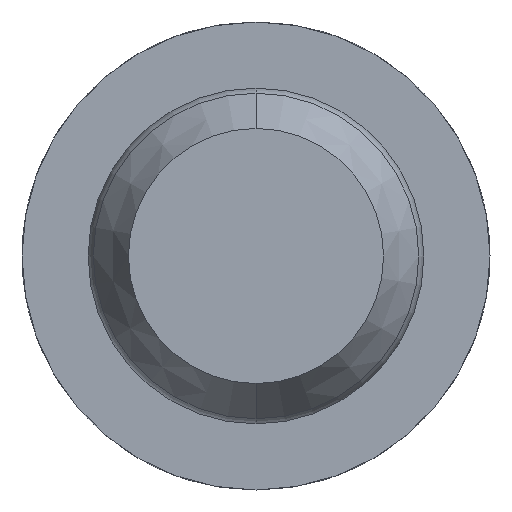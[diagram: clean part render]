
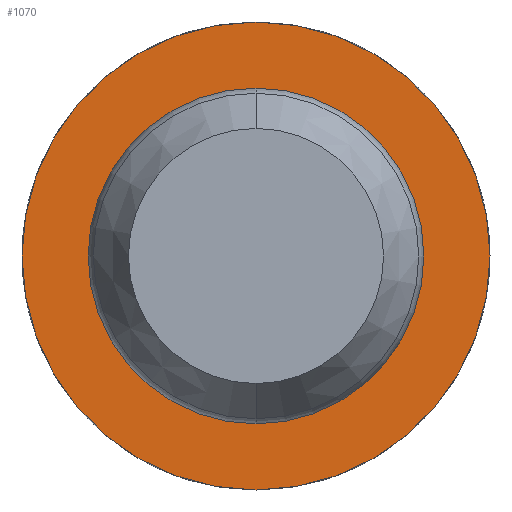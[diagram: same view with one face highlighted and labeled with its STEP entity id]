
A CAD part, front view. The second image highlights one B-rep face of the part: STEP entity #1070.
In plain terms, the highlighted planar face has unit normal (0, -1, 0).
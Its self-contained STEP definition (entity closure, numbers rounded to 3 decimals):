
#12 = VERTEX_POINT ( 'NONE', #1532 ) ;
#367 = VERTEX_POINT ( 'NONE', #3687 ) ;
#461 = CARTESIAN_POINT ( 'NONE',  ( 1.15, -10.5, 0. ) ) ;
#686 = ORIENTED_EDGE ( 'NONE', *, *, #2525, .F. ) ;
#735 = AXIS2_PLACEMENT_3D ( 'NONE', #1079, #3642, #4017 ) ;
#833 = DIRECTION ( 'NONE',  ( 0., 0., 1. ) ) ;
#916 = ORIENTED_EDGE ( 'NONE', *, *, #1199, .T. ) ;
#995 = AXIS2_PLACEMENT_3D ( 'NONE', #4705, #3252, #2185 ) ;
#1070 = ADVANCED_FACE ( 'Defeature ausgef�hrt3_4', ( #2915, #4003 ), #2963, .F. ) ;
#1079 = CARTESIAN_POINT ( 'NONE',  ( 0., -10.5, 0. ) ) ;
#1199 = EDGE_CURVE ( 'Defeature ausgef�hrt3_4+Defeature ausgef�hrt3_5+Defeature ausgef�hrt3_5+Defeature ausgef�hrt3_5', #12, #367, #3420, .T. ) ;
#1242 = CIRCLE ( 'NONE', #735, 1.15 ) ;
#1369 = DIRECTION ( 'NONE',  ( 0., 1., 0. ) ) ;
#1532 = CARTESIAN_POINT ( 'NONE',  ( 0., -10.5, -0.825 ) ) ;
#1885 = EDGE_CURVE ( 'Defeature ausgef�hrt3_3+Defeature ausgef�hrt3_4+Defeature ausgef�hrt3_4+Defeature ausgef�hrt3_4', #3160, #4222, #3416, .T. ) ;
#2029 = DIRECTION ( 'NONE',  ( 0., 0., 1. ) ) ;
#2185 = DIRECTION ( 'NONE',  ( 0., 0., 1. ) ) ;
#2197 = AXIS2_PLACEMENT_3D ( 'NONE', #3805, #4477, #2637 ) ;
#2486 = EDGE_CURVE ( 'Defeature ausgef�hrt3_4+Defeature ausgef�hrt3_5+Defeature ausgef�hrt3_5+Defeature ausgef�hrt3_5', #367, #12, #4525, .T. ) ;
#2525 = EDGE_CURVE ( 'Defeature ausgef�hrt3_3+Defeature ausgef�hrt3_4+Defeature ausgef�hrt3_4+Defeature ausgef�hrt3_4', #4222, #3160, #1242, .T. ) ;
#2637 = DIRECTION ( 'NONE',  ( 0., 0., 1. ) ) ;
#2807 = EDGE_LOOP ( 'NONE', ( #4386, #916 ) ) ;
#2915 = FACE_OUTER_BOUND ( 'NONE', #3777, .T. ) ;
#2963 = PLANE ( 'NONE',  #4605 ) ;
#3160 = VERTEX_POINT ( 'NONE', #3827 ) ;
#3252 = DIRECTION ( 'NONE',  ( 0., 1., 0. ) ) ;
#3416 = CIRCLE ( 'NONE', #3506, 1.15 ) ;
#3420 = CIRCLE ( 'NONE', #2197, 0.825 ) ;
#3506 = AXIS2_PLACEMENT_3D ( 'NONE', #4281, #1369, #2029 ) ;
#3642 = DIRECTION ( 'NONE',  ( 0., 1., 0. ) ) ;
#3687 = CARTESIAN_POINT ( 'NONE',  ( 0., -10.5, 0.825 ) ) ;
#3777 = EDGE_LOOP ( 'NONE', ( #3865, #686 ) ) ;
#3805 = CARTESIAN_POINT ( 'NONE',  ( 0., -10.5, 0. ) ) ;
#3827 = CARTESIAN_POINT ( 'NONE',  ( 0., -10.5, 1.15 ) ) ;
#3865 = ORIENTED_EDGE ( 'NONE', *, *, #1885, .F. ) ;
#4003 = FACE_BOUND ( 'NONE', #2807, .T. ) ;
#4017 = DIRECTION ( 'NONE',  ( 0., 0., 1. ) ) ;
#4036 = CARTESIAN_POINT ( 'NONE',  ( 0., -10.5, -1.15 ) ) ;
#4160 = DIRECTION ( 'NONE',  ( 0., 1., 0. ) ) ;
#4222 = VERTEX_POINT ( 'NONE', #4036 ) ;
#4281 = CARTESIAN_POINT ( 'NONE',  ( 0., -10.5, 0. ) ) ;
#4386 = ORIENTED_EDGE ( 'NONE', *, *, #2486, .T. ) ;
#4477 = DIRECTION ( 'NONE',  ( 0., 1., 0. ) ) ;
#4525 = CIRCLE ( 'NONE', #995, 0.825 ) ;
#4605 = AXIS2_PLACEMENT_3D ( 'NONE', #461, #4160, #833 ) ;
#4705 = CARTESIAN_POINT ( 'NONE',  ( 0., -10.5, 0. ) ) ;
